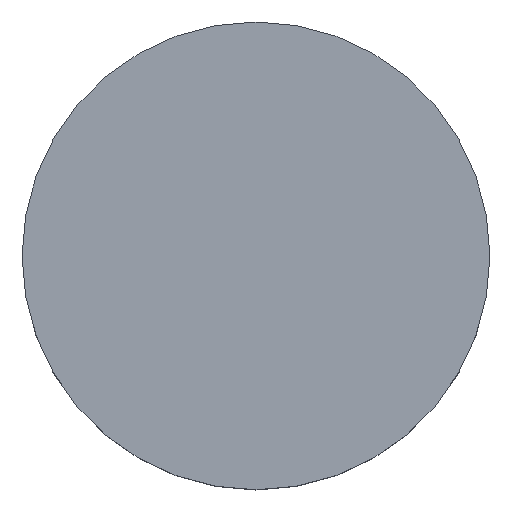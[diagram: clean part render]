
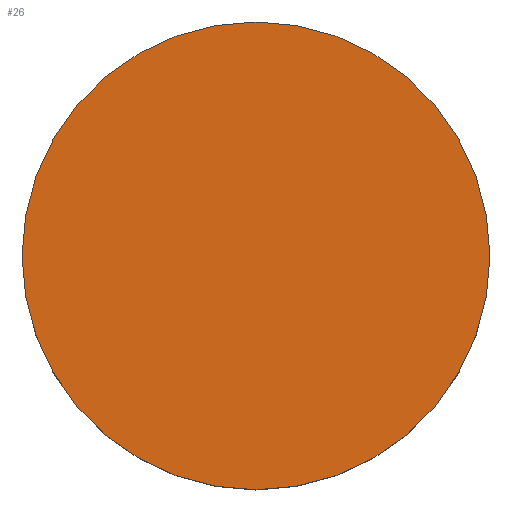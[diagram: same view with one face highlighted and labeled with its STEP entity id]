
A CAD part, top view. The second image highlights one B-rep face of the part: STEP entity #26.
In plain terms, the highlighted planar face has unit normal (0, 0, 1).
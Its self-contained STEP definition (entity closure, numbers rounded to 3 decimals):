
#1 = CIRCLE ( 'NONE', #156, 2.5 ) ;
#3 = CARTESIAN_POINT ( 'NONE',  ( 0., 0., 0.625 ) ) ;
#13 = AXIS2_PLACEMENT_3D ( 'NONE', #42, #123, #109 ) ;
#26 = ADVANCED_FACE ( 'NONE', ( #121 ), #45, .T. ) ;
#27 = DIRECTION ( 'NONE',  ( 1., 0., 0. ) ) ;
#28 = DIRECTION ( 'NONE',  ( 1., 0., 0. ) ) ;
#30 = EDGE_CURVE ( 'NONE', #58, #68, #1, .T. ) ;
#42 = CARTESIAN_POINT ( 'NONE',  ( 0., 0., 0.625 ) ) ;
#45 = PLANE ( 'NONE',  #140 ) ;
#58 = VERTEX_POINT ( 'NONE', #111 ) ;
#59 = CARTESIAN_POINT ( 'NONE',  ( 0., 0., 0.625 ) ) ;
#68 = VERTEX_POINT ( 'NONE', #110 ) ;
#75 = ORIENTED_EDGE ( 'NONE', *, *, #30, .T. ) ;
#82 = ORIENTED_EDGE ( 'NONE', *, *, #95, .T. ) ;
#95 = EDGE_CURVE ( 'NONE', #68, #58, #174, .T. ) ;
#109 = DIRECTION ( 'NONE',  ( 1., 0., 0. ) ) ;
#110 = CARTESIAN_POINT ( 'NONE',  ( 2.5, 0., 0.625 ) ) ;
#111 = CARTESIAN_POINT ( 'NONE',  ( -2.5, 0., 0.625 ) ) ;
#121 = FACE_OUTER_BOUND ( 'NONE', #153, .T. ) ;
#123 = DIRECTION ( 'NONE',  ( 0., 0., 1. ) ) ;
#124 = DIRECTION ( 'NONE',  ( 0., 0., 1. ) ) ;
#125 = DIRECTION ( 'NONE',  ( 0., 0., 1. ) ) ;
#140 = AXIS2_PLACEMENT_3D ( 'NONE', #59, #125, #28 ) ;
#153 = EDGE_LOOP ( 'NONE', ( #75, #82 ) ) ;
#156 = AXIS2_PLACEMENT_3D ( 'NONE', #3, #124, #27 ) ;
#174 = CIRCLE ( 'NONE', #13, 2.5 ) ;
